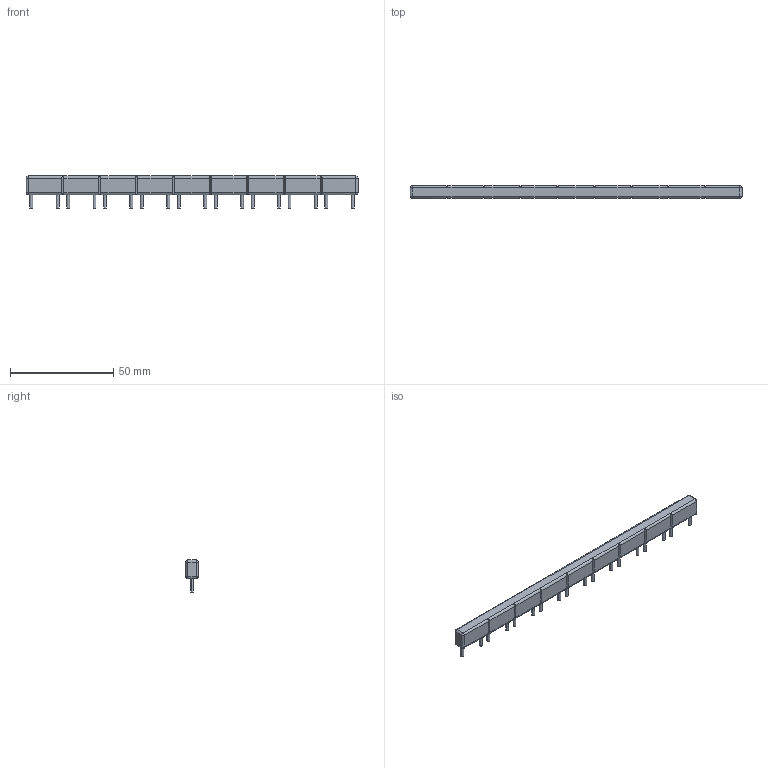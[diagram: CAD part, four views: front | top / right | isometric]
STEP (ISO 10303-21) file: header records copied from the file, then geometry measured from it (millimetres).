
FILE_DESCRIPTION(('CATIA V5 STEP Exchange','CAx-IF Rec.Pracs.--- Model Styling and Organization---1.4--- 2014-01-23'),'2;1');
FILE_NAME ('D1506483_0', '2021-10-15T07:58:46+00:00', ('none'), ('Weidmueller'), 'CATIA Version 5-6 Release 2016 SP3 HF44', 'CATIA V5 STEP AP214', 'none');
FILE_SCHEMA(('AUTOMOTIVE_DESIGN { 1 0 10303 214 1 1 1 1 }'));
Length unit declared in the file: millimetre
Products named in the file (1): S3D_QB_17-8_2
Bounding box: 160.65 x 6 x 15.5 mm (x, y, z)
Volume: 8639.1 mm3; surface area: 5357.5 mm2
Topology: 19 solids, 19 shells, 178 faces, 340 edges, 192 vertices
Faces by surface type: plane 90, cylinder 80, sphere 8
Entity records: 4270 total; most frequent: CARTESIAN_POINT 957, ORIENTED_EDGE 664, DIRECTION 492, EDGE_CURVE 332, AXIS2_PLACEMENT_3D 209, VERTEX_POINT 192, ADVANCED_FACE 178, OVER_RIDING_STYLED_ITEM 178
